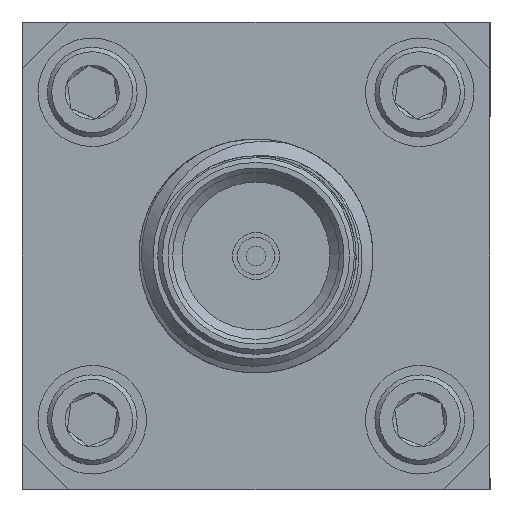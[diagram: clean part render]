
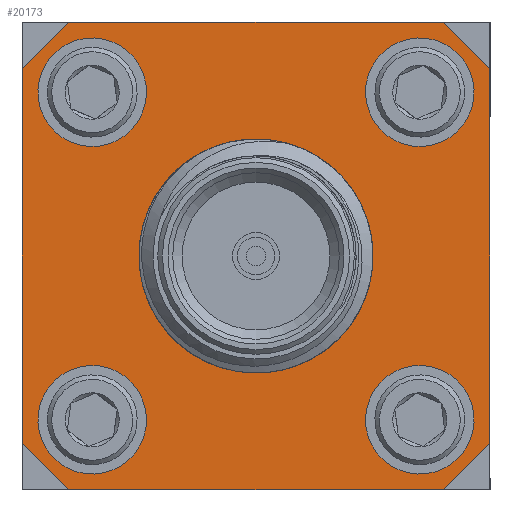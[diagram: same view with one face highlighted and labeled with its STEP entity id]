
A CAD part, left-side view. The second image highlights one B-rep face of the part: STEP entity #20173.
In plain terms, the highlighted planar face has unit normal (-1, 0, 0).
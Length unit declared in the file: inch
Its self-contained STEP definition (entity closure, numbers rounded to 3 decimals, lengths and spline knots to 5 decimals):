
#333 = PLANE ( 'NONE',  #21074 ) ;
#826 = DIRECTION ( 'NONE',  ( 0., 1., 0. ) ) ;
#2400 = EDGE_CURVE ( 'NONE', #29303, #17234, #15244, .T. ) ;
#3316 = CARTESIAN_POINT ( 'NONE',  ( -0.87, 0.19722, 0.12142 ) ) ;
#3347 = EDGE_LOOP ( 'NONE', ( #4279 ) ) ;
#3393 = EDGE_CURVE ( 'NONE', #17234, #29717, #17402, .T. ) ;
#3642 = DIRECTION ( 'NONE',  ( 0., 1., 0. ) ) ;
#4017 = FACE_BOUND ( 'NONE', #33028, .T. ) ;
#4279 = ORIENTED_EDGE ( 'NONE', *, *, #18649, .F. ) ;
#5454 = CARTESIAN_POINT ( 'NONE',  ( -0.87, 0., 0. ) ) ;
#5665 = VECTOR ( 'NONE', #15021, 39.37008 ) ;
#5880 = VECTOR ( 'NONE', #23636, 39.37008 ) ;
#6698 = VECTOR ( 'NONE', #826, 39.37008 ) ;
#6804 = AXIS2_PLACEMENT_3D ( 'NONE', #5454, #26064, #38091 ) ;
#7085 = EDGE_CURVE ( 'NONE', #37399, #16893, #37631, .T. ) ;
#7102 = VERTEX_POINT ( 'NONE', #34151 ) ;
#7417 = CIRCLE ( 'NONE', #6804, 0.115 ) ;
#8084 = DIRECTION ( 'NONE',  ( 0., -0.383, 0.924 ) ) ;
#8362 = VERTEX_POINT ( 'NONE', #25674 ) ;
#9078 = FACE_BOUND ( 'NONE', #17677, .T. ) ;
#9274 = CARTESIAN_POINT ( 'NONE',  ( -0.87, 0., 0. ) ) ;
#9340 = CARTESIAN_POINT ( 'NONE',  ( -0.87, 0.25, -0.2 ) ) ;
#9519 = VERTEX_POINT ( 'NONE', #3316 ) ;
#9971 = EDGE_LOOP ( 'NONE', ( #18797, #38298, #35954, #27274, #31026, #21922, #33918, #22495 ) ) ;
#10625 = DIRECTION ( 'NONE',  ( -1., 0., 0. ) ) ;
#10647 = CARTESIAN_POINT ( 'NONE',  ( -0.87, 0.25, -0.25 ) ) ;
#11048 = AXIS2_PLACEMENT_3D ( 'NONE', #16952, #25901, #20243 ) ;
#11426 = CARTESIAN_POINT ( 'NONE',  ( -0.87, 0., -0.115 ) ) ;
#11902 = CARTESIAN_POINT ( 'NONE',  ( -0.87, 0.2, -0.25 ) ) ;
#12019 = CARTESIAN_POINT ( 'NONE',  ( -0.87, 0.2, -0.25 ) ) ;
#12185 = AXIS2_PLACEMENT_3D ( 'NONE', #19780, #31626, #28901 ) ;
#12744 = LINE ( 'NONE', #18372, #23887 ) ;
#13011 = CARTESIAN_POINT ( 'NONE',  ( -0.87, 0.25, 0.2 ) ) ;
#15021 = DIRECTION ( 'NONE',  ( 0., 0.707, 0.707 ) ) ;
#15107 = CARTESIAN_POINT ( 'NONE',  ( -0.87, -0.19722, -0.12142 ) ) ;
#15244 = LINE ( 'NONE', #20878, #22067 ) ;
#15469 = LINE ( 'NONE', #27323, #5880 ) ;
#15669 = FACE_BOUND ( 'NONE', #3347, .T. ) ;
#16003 = VECTOR ( 'NONE', #22483, 39.37008 ) ;
#16487 = EDGE_CURVE ( 'NONE', #18731, #7102, #18123, .T. ) ;
#16825 = CARTESIAN_POINT ( 'NONE',  ( -0.87, -0.175, -0.175 ) ) ;
#16893 = VERTEX_POINT ( 'NONE', #9340 ) ;
#16952 = CARTESIAN_POINT ( 'NONE',  ( -0.87, -0.175, 0.175 ) ) ;
#17234 = VERTEX_POINT ( 'NONE', #25792 ) ;
#17402 = LINE ( 'NONE', #23415, #23332 ) ;
#17677 = EDGE_LOOP ( 'NONE', ( #36781 ) ) ;
#17700 = ORIENTED_EDGE ( 'NONE', *, *, #19256, .T. ) ;
#18121 = EDGE_LOOP ( 'NONE', ( #18383 ) ) ;
#18123 = LINE ( 'NONE', #29781, #5665 ) ;
#18372 = CARTESIAN_POINT ( 'NONE',  ( -0.87, 0.25, 0.2 ) ) ;
#18383 = ORIENTED_EDGE ( 'NONE', *, *, #28119, .T. ) ;
#18649 = EDGE_CURVE ( 'NONE', #38042, #38042, #38076, .T. ) ;
#18731 = VERTEX_POINT ( 'NONE', #26531 ) ;
#18797 = ORIENTED_EDGE ( 'NONE', *, *, #2400, .T. ) ;
#19256 = EDGE_CURVE ( 'NONE', #20935, #20935, #7417, .T. ) ;
#19554 = AXIS2_PLACEMENT_3D ( 'NONE', #25515, #32082, #31707 ) ;
#19609 = CIRCLE ( 'NONE', #12185, 0.058 ) ;
#19780 = CARTESIAN_POINT ( 'NONE',  ( -0.87, 0.175, 0.175 ) ) ;
#20173 = ADVANCED_FACE ( 'NONE', ( #33550, #9078, #30622, #4017, #15669, #29859 ), #333, .F. ) ;
#20178 = LINE ( 'NONE', #12019, #34673 ) ;
#20243 = DIRECTION ( 'NONE',  ( 0., -0.383, -0.924 ) ) ;
#20878 = CARTESIAN_POINT ( 'NONE',  ( -0.87, -0.25, -0.25 ) ) ;
#20935 = VERTEX_POINT ( 'NONE', #11426 ) ;
#21074 = AXIS2_PLACEMENT_3D ( 'NONE', #9274, #27523, #3642 ) ;
#21922 = ORIENTED_EDGE ( 'NONE', *, *, #33396, .T. ) ;
#22067 = VECTOR ( 'NONE', #36420, 39.37008 ) ;
#22483 = DIRECTION ( 'NONE',  ( 0., 0., -1. ) ) ;
#22495 = ORIENTED_EDGE ( 'NONE', *, *, #23715, .T. ) ;
#22711 = EDGE_LOOP ( 'NONE', ( #17700 ) ) ;
#23332 = VECTOR ( 'NONE', #29250, 39.37008 ) ;
#23415 = CARTESIAN_POINT ( 'NONE',  ( -0.87, -0.25, -0.2 ) ) ;
#23426 = CIRCLE ( 'NONE', #11048, 0.058 ) ;
#23636 = DIRECTION ( 'NONE',  ( 0., 0., 1. ) ) ;
#23715 = EDGE_CURVE ( 'NONE', #16893, #29303, #20178, .T. ) ;
#23887 = VECTOR ( 'NONE', #33535, 39.37008 ) ;
#24332 = LINE ( 'NONE', #36177, #6698 ) ;
#25281 = CARTESIAN_POINT ( 'NONE',  ( -0.87, 0.2, 0.25 ) ) ;
#25394 = EDGE_CURVE ( 'NONE', #7102, #31918, #24332, .T. ) ;
#25515 = CARTESIAN_POINT ( 'NONE',  ( -0.87, 0.175, -0.175 ) ) ;
#25674 = CARTESIAN_POINT ( 'NONE',  ( -0.87, 0.19722, -0.12142 ) ) ;
#25792 = CARTESIAN_POINT ( 'NONE',  ( -0.87, -0.2, -0.25 ) ) ;
#25901 = DIRECTION ( 'NONE',  ( 1., 0., 0. ) ) ;
#26064 = DIRECTION ( 'NONE',  ( 1., 0., 0. ) ) ;
#26531 = CARTESIAN_POINT ( 'NONE',  ( -0.87, -0.25, 0.2 ) ) ;
#27274 = ORIENTED_EDGE ( 'NONE', *, *, #16487, .T. ) ;
#27323 = CARTESIAN_POINT ( 'NONE',  ( -0.87, -0.25, -0.25 ) ) ;
#27523 = DIRECTION ( 'NONE',  ( 1., 0., 0. ) ) ;
#28119 = EDGE_CURVE ( 'NONE', #34802, #34802, #23426, .T. ) ;
#28901 = DIRECTION ( 'NONE',  ( 0., 0.383, -0.924 ) ) ;
#29250 = DIRECTION ( 'NONE',  ( 0., -0.707, 0.707 ) ) ;
#29303 = VERTEX_POINT ( 'NONE', #11902 ) ;
#29717 = VERTEX_POINT ( 'NONE', #35363 ) ;
#29781 = CARTESIAN_POINT ( 'NONE',  ( -0.87, -0.2, 0.25 ) ) ;
#29859 = FACE_BOUND ( 'NONE', #18121, .T. ) ;
#29968 = EDGE_CURVE ( 'NONE', #29717, #18731, #15469, .T. ) ;
#30622 = FACE_BOUND ( 'NONE', #22711, .T. ) ;
#30740 = CIRCLE ( 'NONE', #19554, 0.058 ) ;
#30774 = EDGE_CURVE ( 'NONE', #8362, #8362, #30740, .T. ) ;
#31026 = ORIENTED_EDGE ( 'NONE', *, *, #25394, .T. ) ;
#31246 = AXIS2_PLACEMENT_3D ( 'NONE', #16825, #10625, #8084 ) ;
#31626 = DIRECTION ( 'NONE',  ( -1., 0., 0. ) ) ;
#31683 = CARTESIAN_POINT ( 'NONE',  ( -0.87, -0.19722, 0.12142 ) ) ;
#31707 = DIRECTION ( 'NONE',  ( 0., 0.383, 0.924 ) ) ;
#31918 = VERTEX_POINT ( 'NONE', #25281 ) ;
#32082 = DIRECTION ( 'NONE',  ( 1., 0., 0. ) ) ;
#32608 = DIRECTION ( 'NONE',  ( 0., -0.707, -0.707 ) ) ;
#33028 = EDGE_LOOP ( 'NONE', ( #34272 ) ) ;
#33396 = EDGE_CURVE ( 'NONE', #31918, #37399, #12744, .T. ) ;
#33535 = DIRECTION ( 'NONE',  ( 0., 0.707, -0.707 ) ) ;
#33550 = FACE_OUTER_BOUND ( 'NONE', #9971, .T. ) ;
#33918 = ORIENTED_EDGE ( 'NONE', *, *, #7085, .T. ) ;
#34151 = CARTESIAN_POINT ( 'NONE',  ( -0.87, -0.2, 0.25 ) ) ;
#34272 = ORIENTED_EDGE ( 'NONE', *, *, #30774, .T. ) ;
#34673 = VECTOR ( 'NONE', #32608, 39.37008 ) ;
#34802 = VERTEX_POINT ( 'NONE', #31683 ) ;
#35159 = EDGE_CURVE ( 'NONE', #9519, #9519, #19609, .T. ) ;
#35363 = CARTESIAN_POINT ( 'NONE',  ( -0.87, -0.25, -0.2 ) ) ;
#35954 = ORIENTED_EDGE ( 'NONE', *, *, #29968, .T. ) ;
#36177 = CARTESIAN_POINT ( 'NONE',  ( -0.87, -0.25, 0.25 ) ) ;
#36420 = DIRECTION ( 'NONE',  ( 0., -1., 0. ) ) ;
#36781 = ORIENTED_EDGE ( 'NONE', *, *, #35159, .F. ) ;
#37399 = VERTEX_POINT ( 'NONE', #13011 ) ;
#37631 = LINE ( 'NONE', #10647, #16003 ) ;
#38042 = VERTEX_POINT ( 'NONE', #15107 ) ;
#38076 = CIRCLE ( 'NONE', #31246, 0.058 ) ;
#38091 = DIRECTION ( 'NONE',  ( 0., 0., -1. ) ) ;
#38298 = ORIENTED_EDGE ( 'NONE', *, *, #3393, .T. ) ;
